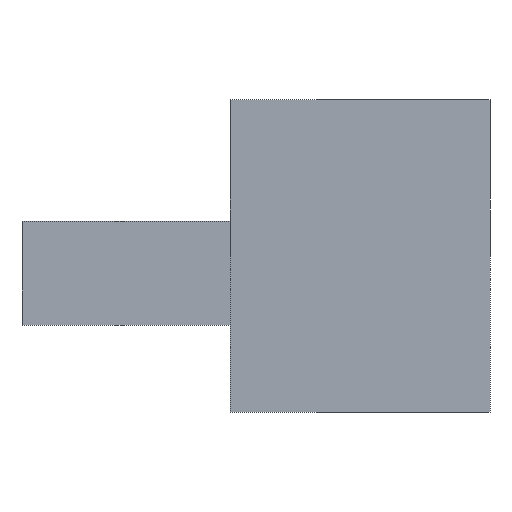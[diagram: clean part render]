
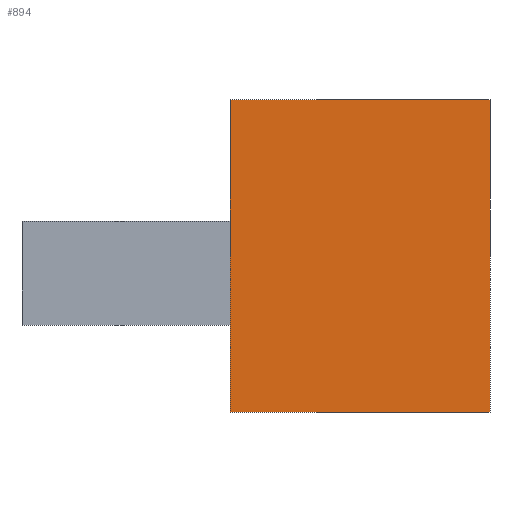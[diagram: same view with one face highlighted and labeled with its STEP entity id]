
A CAD part, front view. The second image highlights one B-rep face of the part: STEP entity #894.
In plain terms, the highlighted planar face has unit normal (0, -1, 0).
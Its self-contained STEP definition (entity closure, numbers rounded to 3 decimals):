
#72 = PLANE('',#73);
#73 = AXIS2_PLACEMENT_3D('',#74,#75,#76);
#74 = CARTESIAN_POINT('',(31.494,60.477,29.));
#75 = DIRECTION('',(0.,0.,1.));
#76 = DIRECTION('',(1.,0.,0.));
#126 = PLANE('',#127);
#127 = AXIS2_PLACEMENT_3D('',#128,#129,#130);
#128 = CARTESIAN_POINT('',(31.494,60.477,11.));
#129 = DIRECTION('',(-0.,-0.,-1.));
#130 = DIRECTION('',(-1.,0.,0.));
#217 = VERTEX_POINT('',#218);
#218 = CARTESIAN_POINT('',(40.,36.,29.));
#232 = PLANE('',#233);
#233 = AXIS2_PLACEMENT_3D('',#234,#235,#236);
#234 = CARTESIAN_POINT('',(40.,45.,11.));
#235 = DIRECTION('',(1.,0.,0.));
#236 = DIRECTION('',(0.,-1.,0.));
#244 = EDGE_CURVE('',#217,#245,#247,.T.);
#245 = VERTEX_POINT('',#246);
#246 = CARTESIAN_POINT('',(25.,36.,29.));
#247 = SURFACE_CURVE('',#248,(#252,#259),.PCURVE_S1.);
#248 = LINE('',#249,#250);
#249 = CARTESIAN_POINT('',(40.,36.,29.));
#250 = VECTOR('',#251,1.);
#251 = DIRECTION('',(-1.,0.,0.));
#252 = PCURVE('',#72,#253);
#253 = DEFINITIONAL_REPRESENTATION('',(#254),#258);
#254 = LINE('',#255,#256);
#255 = CARTESIAN_POINT('',(8.506,-24.477));
#256 = VECTOR('',#257,1.);
#257 = DIRECTION('',(-1.,0.));
#258 = ( GEOMETRIC_REPRESENTATION_CONTEXT(2) 
PARAMETRIC_REPRESENTATION_CONTEXT() REPRESENTATION_CONTEXT('2D SPACE',''
  ) );
#259 = PCURVE('',#260,#265);
#260 = PLANE('',#261);
#261 = AXIS2_PLACEMENT_3D('',#262,#263,#264);
#262 = CARTESIAN_POINT('',(32.5,36.,20.));
#263 = DIRECTION('',(-0.,-1.,-0.));
#264 = DIRECTION('',(0.,0.,-1.));
#265 = DEFINITIONAL_REPRESENTATION('',(#266),#270);
#266 = LINE('',#267,#268);
#267 = CARTESIAN_POINT('',(-9.,7.5));
#268 = VECTOR('',#269,1.);
#269 = DIRECTION('',(0.,-1.));
#270 = ( GEOMETRIC_REPRESENTATION_CONTEXT(2) 
PARAMETRIC_REPRESENTATION_CONTEXT() REPRESENTATION_CONTEXT('2D SPACE',''
  ) );
#286 = PLANE('',#287);
#287 = AXIS2_PLACEMENT_3D('',#288,#289,#290);
#288 = CARTESIAN_POINT('',(25.,60.5,20.));
#289 = DIRECTION('',(-1.,-0.,-0.));
#290 = DIRECTION('',(0.,0.,-1.));
#401 = EDGE_CURVE('',#402,#217,#404,.T.);
#402 = VERTEX_POINT('',#403);
#403 = CARTESIAN_POINT('',(40.,36.,11.));
#404 = SURFACE_CURVE('',#405,(#409,#416),.PCURVE_S1.);
#405 = LINE('',#406,#407);
#406 = CARTESIAN_POINT('',(40.,36.,11.));
#407 = VECTOR('',#408,1.);
#408 = DIRECTION('',(0.,0.,1.));
#409 = PCURVE('',#232,#410);
#410 = DEFINITIONAL_REPRESENTATION('',(#411),#415);
#411 = LINE('',#412,#413);
#412 = CARTESIAN_POINT('',(9.,0.));
#413 = VECTOR('',#414,1.);
#414 = DIRECTION('',(0.,-1.));
#415 = ( GEOMETRIC_REPRESENTATION_CONTEXT(2) 
PARAMETRIC_REPRESENTATION_CONTEXT() REPRESENTATION_CONTEXT('2D SPACE',''
  ) );
#416 = PCURVE('',#260,#417);
#417 = DEFINITIONAL_REPRESENTATION('',(#418),#422);
#418 = LINE('',#419,#420);
#419 = CARTESIAN_POINT('',(9.,7.5));
#420 = VECTOR('',#421,1.);
#421 = DIRECTION('',(-1.,0.));
#422 = ( GEOMETRIC_REPRESENTATION_CONTEXT(2) 
PARAMETRIC_REPRESENTATION_CONTEXT() REPRESENTATION_CONTEXT('2D SPACE',''
  ) );
#502 = EDGE_CURVE('',#402,#503,#505,.T.);
#503 = VERTEX_POINT('',#504);
#504 = CARTESIAN_POINT('',(25.,36.,11.));
#505 = SURFACE_CURVE('',#506,(#510,#517),.PCURVE_S1.);
#506 = LINE('',#507,#508);
#507 = CARTESIAN_POINT('',(40.,36.,11.));
#508 = VECTOR('',#509,1.);
#509 = DIRECTION('',(-1.,0.,0.));
#510 = PCURVE('',#126,#511);
#511 = DEFINITIONAL_REPRESENTATION('',(#512),#516);
#512 = LINE('',#513,#514);
#513 = CARTESIAN_POINT('',(-8.506,-24.477));
#514 = VECTOR('',#515,1.);
#515 = DIRECTION('',(1.,0.));
#516 = ( GEOMETRIC_REPRESENTATION_CONTEXT(2) 
PARAMETRIC_REPRESENTATION_CONTEXT() REPRESENTATION_CONTEXT('2D SPACE',''
  ) );
#517 = PCURVE('',#260,#518);
#518 = DEFINITIONAL_REPRESENTATION('',(#519),#523);
#519 = LINE('',#520,#521);
#520 = CARTESIAN_POINT('',(9.,7.5));
#521 = VECTOR('',#522,1.);
#522 = DIRECTION('',(0.,-1.));
#523 = ( GEOMETRIC_REPRESENTATION_CONTEXT(2) 
PARAMETRIC_REPRESENTATION_CONTEXT() REPRESENTATION_CONTEXT('2D SPACE',''
  ) );
#550 = EDGE_CURVE('',#503,#245,#551,.T.);
#551 = SURFACE_CURVE('',#552,(#556,#563),.PCURVE_S1.);
#552 = LINE('',#553,#554);
#553 = CARTESIAN_POINT('',(25.,36.,11.));
#554 = VECTOR('',#555,1.);
#555 = DIRECTION('',(0.,0.,1.));
#556 = PCURVE('',#286,#557);
#557 = DEFINITIONAL_REPRESENTATION('',(#558),#562);
#558 = LINE('',#559,#560);
#559 = CARTESIAN_POINT('',(9.,24.5));
#560 = VECTOR('',#561,1.);
#561 = DIRECTION('',(-1.,0.));
#562 = ( GEOMETRIC_REPRESENTATION_CONTEXT(2) 
PARAMETRIC_REPRESENTATION_CONTEXT() REPRESENTATION_CONTEXT('2D SPACE',''
  ) );
#563 = PCURVE('',#260,#564);
#564 = DEFINITIONAL_REPRESENTATION('',(#565),#569);
#565 = LINE('',#566,#567);
#566 = CARTESIAN_POINT('',(9.,-7.5));
#567 = VECTOR('',#568,1.);
#568 = DIRECTION('',(-1.,0.));
#569 = ( GEOMETRIC_REPRESENTATION_CONTEXT(2) 
PARAMETRIC_REPRESENTATION_CONTEXT() REPRESENTATION_CONTEXT('2D SPACE',''
  ) );
#894 = ADVANCED_FACE('',(#895),#260,.T.);
#895 = FACE_BOUND('',#896,.T.);
#896 = EDGE_LOOP('',(#897,#898,#899,#900));
#897 = ORIENTED_EDGE('',*,*,#502,.F.);
#898 = ORIENTED_EDGE('',*,*,#401,.T.);
#899 = ORIENTED_EDGE('',*,*,#244,.T.);
#900 = ORIENTED_EDGE('',*,*,#550,.F.);
